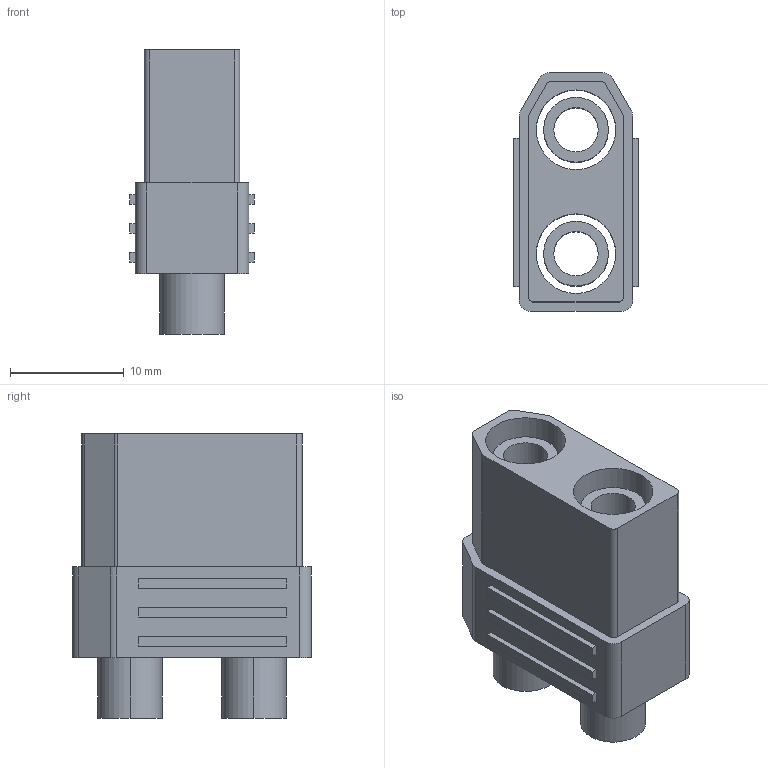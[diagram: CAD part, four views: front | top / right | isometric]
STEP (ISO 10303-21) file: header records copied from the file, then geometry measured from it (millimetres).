
FILE_DESCRIPTION (( 'STEP AP203' ), '1' );
FILE_NAME ('xt90_female.STEP', '2016-05-27T18:51:22', ( '' ), ( '' ), 'SwSTEP 2.0', 'SolidWorks 2015', '' );
FILE_SCHEMA (( 'CONFIG_CONTROL_DESIGN' ));
Length unit declared in the file: millimetre
Products named in the file (1): xt90_female
Bounding box: 10.94 x 21 x 25 mm (x, y, z)
Volume: 2610.3 mm3; surface area: 3738.1 mm2
Topology: 3 solids, 3 shells, 73 faces, 180 edges, 120 vertices
Faces by surface type: plane 49, cylinder 24
Entity records: 2251 total; most frequent: DIRECTION 376, CARTESIAN_POINT 374, ORIENTED_EDGE 360, EDGE_CURVE 180, LINE 132, VECTOR 132, AXIS2_PLACEMENT_3D 122, VERTEX_POINT 120
